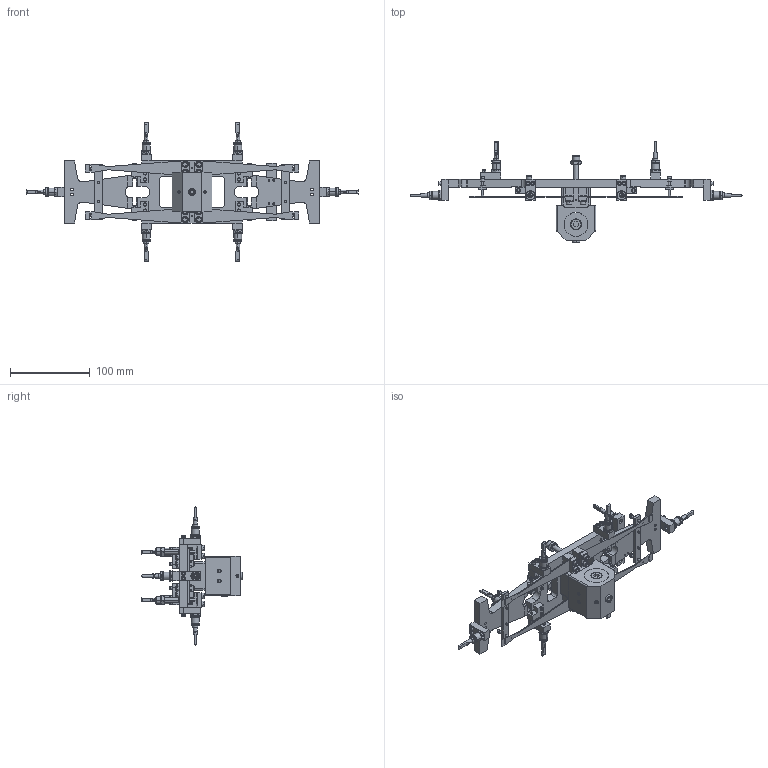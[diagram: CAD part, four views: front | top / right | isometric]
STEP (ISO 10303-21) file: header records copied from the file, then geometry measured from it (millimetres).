
FILE_DESCRIPTION (( 'STEP AP203' ), '1' );
FILE_NAME ('D060502-v3.STEP', '2013-02-25T20:42:48', ( 'Dwayne Giardina' ), ( 'Microsoft' ), 'SwSTEP 2.0', 'SolidWorks 2013', '' );
FILE_SCHEMA (( 'CONFIG_CONTROL_DESIGN' ));
Length unit declared in the file: millimetre
Products named in the file (32): Ag-SST_Socketheadcapscrew_SHCS #4-40  X 0.625; Ag-SST_Socketheadcapscrew_SHCS #4-40  X 0.5; Ag-SST_Vented_Socketheadcapscrew_SHCS-V-Ag #4-40  X 0.5; SST_Socketheadcapscrew_SHCS #8-32  X 0.75; SST_HexNut_HN No. 4; Ag-SST_Socketheadcapscrew_SHCS 0.25-20  X 1.125; D1001697_Advanced_LIGO_SUS_HLTS_Magnet_Retainer,_BOSEM; Rounded_SHCS_RSHCS #4-40  X 0.625; Ag-SST_Socketheadcapscrew_SHCS #4-40  X 0.75; SST_HexNut_JN .25; D1001534-v1_aLIGO_SUS_Magnetic Plug, SUS; D070032_Upper_Mass_T-Section_OMC; D020119_lowerbladeclamp_upperside; D060502-v3; Magnet,_MMG_MagDev_DCNI_01888N; Ag-SST_Socketheadcapscrew_SHCS 0.25-20  X 0.5; D080019_AdLIGO_OMC_LowerBlade; 92210A103_92210A103; D060503_Pitch_Insert_T-Section_Upper_Mass_OMC; D020308_lowerbladeclamp_lowerside; D060491_Upper_Mass_Main_Section_OMC; D1100574; SST_setscrew_0.5-20 Set Screw X 2 LONG; NAS 620 FLAT WASHERS_________ FLAT WASHERS NAS 620-C8L  (OR EQUIV.); D070045_Lower_Blade_Cover; D1100573; Ag-SST_setscrew_#8-32 AgSST Set Screw X 0.25 LONG; Ag-SST_Socketheadcapscrew_SHCS #8-32  X 1; NAS 620 FLAT WASHERS_________ FLAT WASHERS NAS 620-C4L  (OR EQUIV.); D1001695_Advanced_LIGO_SUS_Magnet_and_Flag_Assembly,_BOSEM; D070020_Magnet_Holder_OMC; D020482_UPPERMASS_SCREW_DRIVE_SYSTEM
Assembly tree (142 placements, depth 3):
  D060502-v3
    D060491_Upper_Mass_Main_Section_OMC
    D070045_Lower_Blade_Cover  x2
    NAS 620 FLAT WASHERS_________ FLAT WASHERS NAS 620-C4L  (OR EQUIV.)  x22
    Ag-SST_Socketheadcapscrew_SHCS #4-40  X 0.625  x4
    SST_HexNut_HN No. 4  x4
    Ag-SST_Socketheadcapscrew_SHCS #4-40  X 0.75  x4
    D020119_lowerbladeclamp_upperside  x4
    D080019_AdLIGO_OMC_LowerBlade  x4
    D020308_lowerbladeclamp_lowerside  x4
    NAS 620 FLAT WASHERS_________ FLAT WASHERS NAS 620-C8L  (OR EQUIV.)  x16
    Ag-SST_Socketheadcapscrew_SHCS #8-32  X 1  x8
    D020482_UPPERMASS_SCREW_DRIVE_SYSTEM  x4
    SST_Socketheadcapscrew_SHCS #8-32  X 0.75  x8
    Rounded_SHCS_RSHCS #4-40  X 0.625  x4
    D070032_Upper_Mass_T-Section_OMC
    Ag-SST_Socketheadcapscrew_SHCS 0.25-20  X 0.5  x2
    D060503_Pitch_Insert_T-Section_Upper_Mass_OMC
    SST_setscrew_0.5-20 Set Screw X 2 LONG
    Ag-SST_setscrew_#8-32 AgSST Set Screw X 0.25 LONG  x2
    D070020_Magnet_Holder_OMC  x9
    Ag-SST_Vented_Socketheadcapscrew_SHCS-V-Ag #4-40  X 0.5  x2
    D1001695_Advanced_LIGO_SUS_Magnet_and_Flag_Assembly,_BOSEM  x9
      D1001697_Advanced_LIGO_SUS_HLTS_Magnet_Retainer,_BOSEM
      D1001534-v1_aLIGO_SUS_Magnetic Plug, SUS
      Magnet,_MMG_MagDev_DCNI_01888N
      92210A103_92210A103
      D1100574
      D1100573
    Ag-SST_Socketheadcapscrew_SHCS #4-40  X 0.5  x16
    Ag-SST_Socketheadcapscrew_SHCS 0.25-20  X 1.125  x2
    SST_HexNut_JN .25  x2
Bounding box: 416.04 x 127.74 x 173.77 mm (x, y, z)
Volume: 356531.2 mm3; surface area: 162940.7 mm2
Topology: 181 solids, 181 shells, 3132 faces, 7148 edges, 4498 vertices
Faces by surface type: plane 1316, cylinder 1068, cone 710, torus 30, sphere 8
Entity records: 35496 total; most frequent: CARTESIAN_POINT 6737, DIRECTION 4886, ORIENTED_EDGE 4432, EDGE_CURVE 2216, AXIS2_PLACEMENT_3D 1874, VERTEX_POINT 1405, LINE 1138, VECTOR 1138
